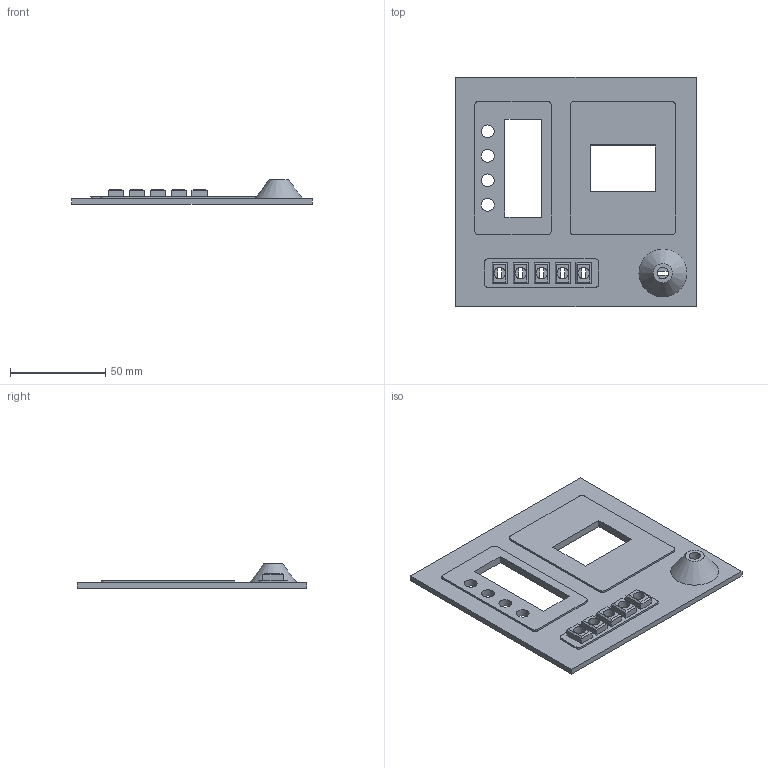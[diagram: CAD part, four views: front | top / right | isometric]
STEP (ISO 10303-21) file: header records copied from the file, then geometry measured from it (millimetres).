
FILE_DESCRIPTION(/* description */ (''),/* implementation_level */ '2;1');
FILE_NAME(/* name */ 'aa103e68-1cf0-4bf8-a7f8-60ff2d0a7210.stp',/* time_stamp */ '2018-12-10T15:03:02+00:00',/* author */ (''),/* organization */ (''),/* preprocessor_version */ 'ST-DEVELOPER v17.2',/* originating_system */ 'Autodesk Translation Framework v7.6.0.251',/* authorisation */ '');
FILE_SCHEMA (('AUTOMOTIVE_DESIGN { 1 0 10303 214 3 1 1 }'));
Length unit declared in the file: millimetre
Products named in the file (2): Front Face Memory; light_cone
Assembly tree (1 placements, depth 2):
  Front Face Memory
    light_cone
Bounding box: 126 x 120 x 13 mm (x, y, z)
Volume: 48185.8 mm3; surface area: 32460.6 mm2
Topology: 2 solids, 2 shells, 151 faces, 351 edges, 212 vertices
Faces by surface type: plane 128, cylinder 22, cone 1
Full cylindrical faces by diameter (mm): 6 x6, 6.75 x4
Entity records: 4327 total; most frequent: DIRECTION 733, CARTESIAN_POINT 718, ORIENTED_EDGE 702, EDGE_CURVE 351, LINE 279, VECTOR 279, AXIS2_PLACEMENT_3D 227, VERTEX_POINT 212
